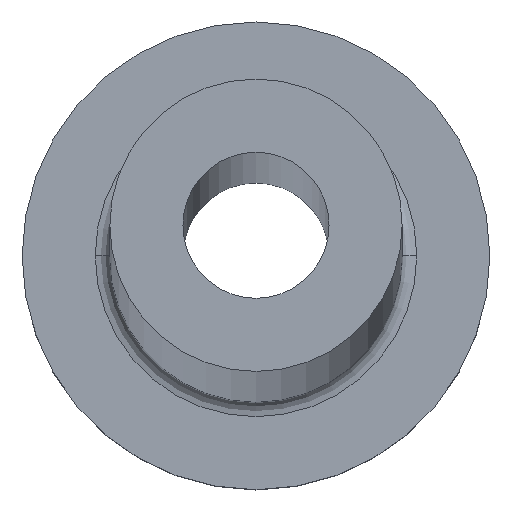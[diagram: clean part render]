
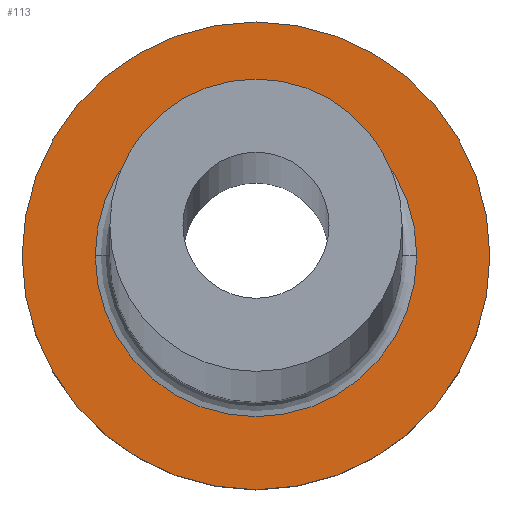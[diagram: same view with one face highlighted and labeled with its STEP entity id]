
A CAD part, top view. The second image highlights one B-rep face of the part: STEP entity #113.
In plain terms, the highlighted planar face has unit normal (0, 0, 1).
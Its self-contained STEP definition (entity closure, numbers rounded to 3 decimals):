
#22 = VERTEX_POINT ( 'NONE', #138 ) ;
#26 = EDGE_LOOP ( 'NONE', ( #317, #283 ) ) ;
#28 = EDGE_CURVE ( 'NONE', #22, #171, #267, .T. ) ;
#30 = AXIS2_PLACEMENT_3D ( 'NONE', #348, #76, #231 ) ;
#36 = CARTESIAN_POINT ( 'NONE',  ( 0., 0., 5. ) ) ;
#41 = ORIENTED_EDGE ( 'NONE', *, *, #263, .T. ) ;
#61 = DIRECTION ( 'NONE',  ( 0., 0., 1. ) ) ;
#74 = ORIENTED_EDGE ( 'NONE', *, *, #166, .T. ) ;
#76 = DIRECTION ( 'NONE',  ( 0., 0., 1. ) ) ;
#79 = VERTEX_POINT ( 'NONE', #311 ) ;
#89 = CIRCLE ( 'NONE', #205, 5.5 ) ;
#113 = ADVANCED_FACE ( 'NONE', ( #241, #339 ), #183, .T. ) ;
#118 = CARTESIAN_POINT ( 'NONE',  ( 0., 0., 5. ) ) ;
#119 = CARTESIAN_POINT ( 'NONE',  ( 5.5, 0., 5. ) ) ;
#138 = CARTESIAN_POINT ( 'NONE',  ( 8., 0., 5. ) ) ;
#142 = EDGE_LOOP ( 'NONE', ( #74, #41 ) ) ;
#151 = CARTESIAN_POINT ( 'NONE',  ( 0., 0., 5. ) ) ;
#153 = AXIS2_PLACEMENT_3D ( 'NONE', #151, #334, #266 ) ;
#154 = CIRCLE ( 'NONE', #195, 8. ) ;
#159 = CARTESIAN_POINT ( 'NONE',  ( -8., 0., 5. ) ) ;
#166 = EDGE_CURVE ( 'NONE', #176, #79, #284, .T. ) ;
#171 = VERTEX_POINT ( 'NONE', #159 ) ;
#176 = VERTEX_POINT ( 'NONE', #119 ) ;
#183 = PLANE ( 'NONE',  #304 ) ;
#195 = AXIS2_PLACEMENT_3D ( 'NONE', #208, #302, #264 ) ;
#205 = AXIS2_PLACEMENT_3D ( 'NONE', #118, #212, #210 ) ;
#208 = CARTESIAN_POINT ( 'NONE',  ( 0., 0., 5. ) ) ;
#210 = DIRECTION ( 'NONE',  ( 1., 0., 0. ) ) ;
#212 = DIRECTION ( 'NONE',  ( 0., 0., -1. ) ) ;
#231 = DIRECTION ( 'NONE',  ( 1., 0., 0. ) ) ;
#241 = FACE_BOUND ( 'NONE', #142, .T. ) ;
#263 = EDGE_CURVE ( 'NONE', #79, #176, #89, .T. ) ;
#264 = DIRECTION ( 'NONE',  ( 1., 0., 0. ) ) ;
#266 = DIRECTION ( 'NONE',  ( 1., 0., 0. ) ) ;
#267 = CIRCLE ( 'NONE', #30, 8. ) ;
#283 = ORIENTED_EDGE ( 'NONE', *, *, #28, .T. ) ;
#284 = CIRCLE ( 'NONE', #153, 5.5 ) ;
#294 = EDGE_CURVE ( 'NONE', #171, #22, #154, .T. ) ;
#301 = DIRECTION ( 'NONE',  ( 1., 0., 0. ) ) ;
#302 = DIRECTION ( 'NONE',  ( 0., 0., 1. ) ) ;
#304 = AXIS2_PLACEMENT_3D ( 'NONE', #36, #61, #301 ) ;
#311 = CARTESIAN_POINT ( 'NONE',  ( -5.5, 0., 5. ) ) ;
#317 = ORIENTED_EDGE ( 'NONE', *, *, #294, .T. ) ;
#334 = DIRECTION ( 'NONE',  ( 0., 0., -1. ) ) ;
#339 = FACE_OUTER_BOUND ( 'NONE', #26, .T. ) ;
#348 = CARTESIAN_POINT ( 'NONE',  ( 0., 0., 5. ) ) ;
